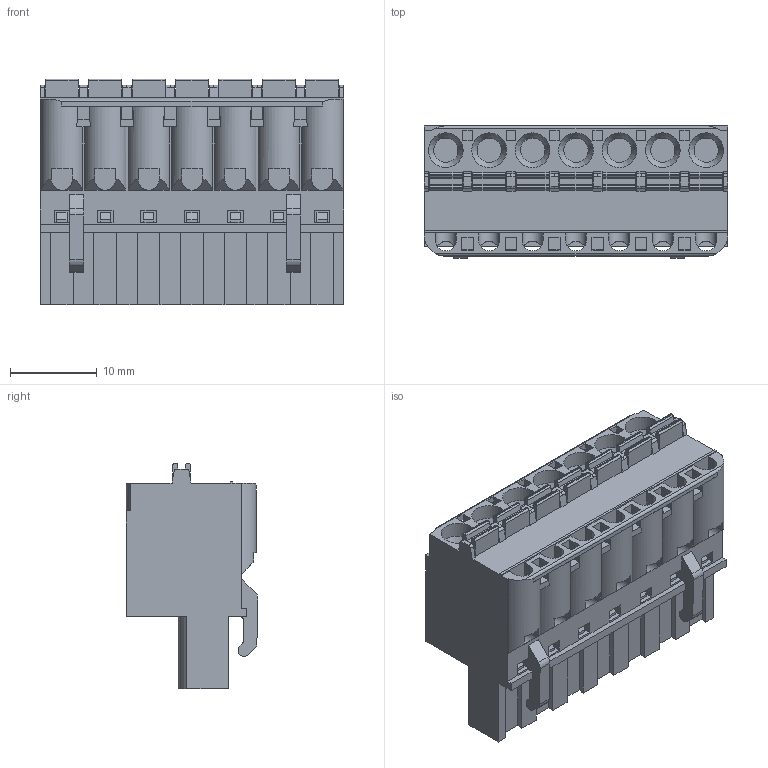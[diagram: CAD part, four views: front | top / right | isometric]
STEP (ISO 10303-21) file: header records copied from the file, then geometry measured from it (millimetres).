
FILE_DESCRIPTION(('STEP AP214'),'1');
FILE_NAME('SHM07-5.stp','2021-03-04T15:44:16',(' '),(' '),'Spatial InterOp 3D',' ',' ');
FILE_SCHEMA(('automotive_design'));
Length unit declared in the file: metre
Products named in the file (1): 1
Bounding box: 35 x 15.2 x 26 mm (x, y, z)
Volume: 8520.5 mm3; surface area: 4747.1 mm2
Topology: 1 solids, 1 shells, 616 faces, 1721 edges, 1126 vertices
Faces by surface type: plane 489, cylinder 112, cone 14, extrusion 1
Full cylindrical faces by diameter (mm): 4 x7
Entity records: 24414 total; most frequent: CARTESIAN_POINT 3509, ORIENTED_EDGE 3378, DIRECTION 3195, EDGE_CURVE 1689, VECTOR 1349, LINE 1348, VERTEX_POINT 1115, AXIS2_PLACEMENT_3D 923
